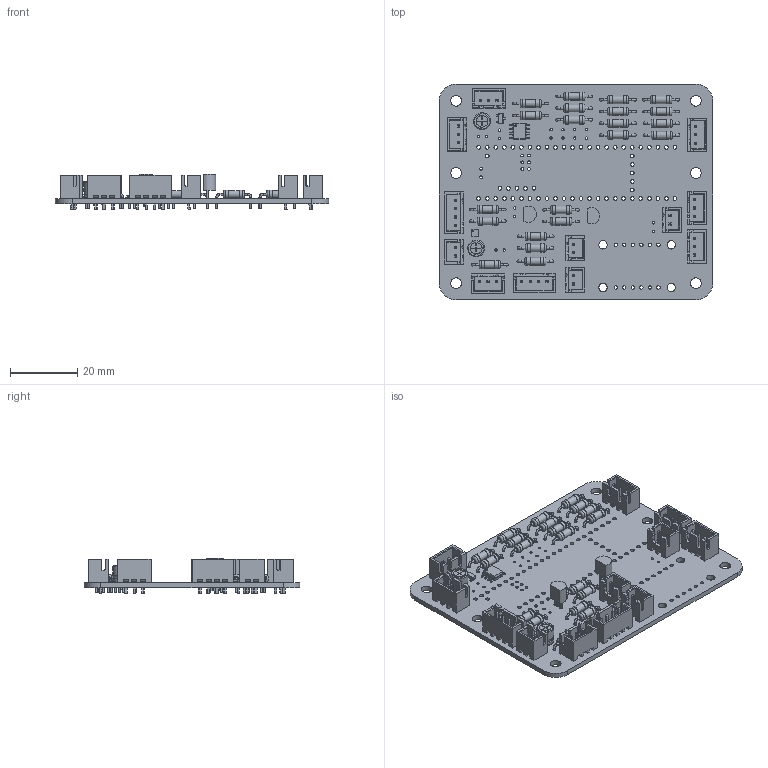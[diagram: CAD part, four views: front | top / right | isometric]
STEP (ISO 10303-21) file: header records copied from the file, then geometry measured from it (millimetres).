
FILE_DESCRIPTION(('KiCad electronic assembly'),'2;1');
FILE_NAME('Breakout.step','2026-02-09T17:29:15',('Pcbnew'),('Kicad'), 'Open CASCADE STEP processor 7.8','KiCad to STEP converter','Unknown' );
FILE_SCHEMA(('AUTOMOTIVE_DESIGN { 1 0 10303 214 1 1 1 1 }'));
Length unit declared in the file: millimetre
Products named in the file (11): Breakout 1; R_Axial_DIN0207_L6.3mm_D2.5mm_P10.16mm_Horizontal; TO-92_Inline; JST_XH_B3B-XH-A_1x03_P2.50mm_Vertical; JST_XH_B4B-XH-A_1x04_P2.50mm_Vertical; SOIC-8_3.9x4.9mm_P1.27mm; WSON-8-1EP_2x2mm_P0.5mm_EP0.9x1.6mm; JST_XH_B2B-XH-A_1x02_P2.50mm_Vertical; SOT-23; CP_Radial_D5.0mm_P2.50mm; Breakout_PCB
Assembly tree (41 placements, depth 2):
  Breakout 1
    R_Axial_DIN0207_L6.3mm_D2.5mm_P10.16mm_Horizontal  x21
    TO-92_Inline  x2
    JST_XH_B3B-XH-A_1x03_P2.50mm_Vertical  x6
    JST_XH_B4B-XH-A_1x04_P2.50mm_Vertical  x2
    SOIC-8_3.9x4.9mm_P1.27mm
    WSON-8-1EP_2x2mm_P0.5mm_EP0.9x1.6mm
    JST_XH_B2B-XH-A_1x02_P2.50mm_Vertical  x4
    SOT-23
    CP_Radial_D5.0mm_P2.50mm  x2
    Breakout_PCB
Bounding box: 81.4 x 64.3 x 10.7 mm (x, y, z)
Volume: 10916.3 mm3; surface area: 19646.8 mm2
Topology: 41 solids, 43 shells, 2316 faces, 5776 edges, 3712 vertices
Faces by surface type: plane 1707, cylinder 467, torus 88, bspline 44, revolution 10
Full cylindrical faces by diameter (mm): 0.25 x3, 0.5 x4, 0.6 x84, 0.7 x18, 0.75 x6, 0.8 x54, 0.95 x26, 1 x20, 1.1 x59, 2.25 x21, 2.5 x46, 3.2 x6
Entity records: 35536 total; most frequent: CARTESIAN_POINT 5832, ORIENTED_EDGE 4897, DIRECTION 4796, EDGE_CURVE 2449, LINE 1797, VECTOR 1797, VERTEX_POINT 1587, AXIS2_PLACEMENT_3D 1497
